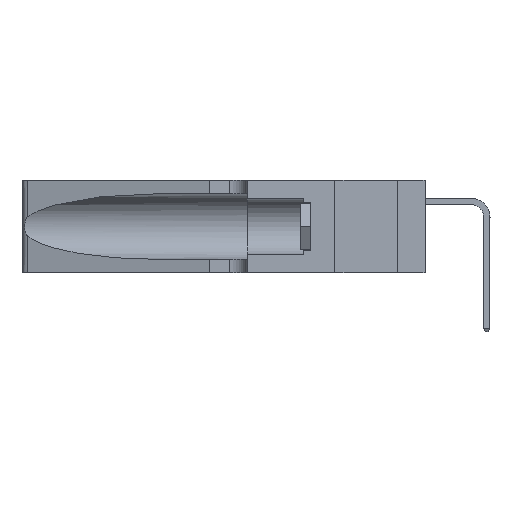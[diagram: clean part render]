
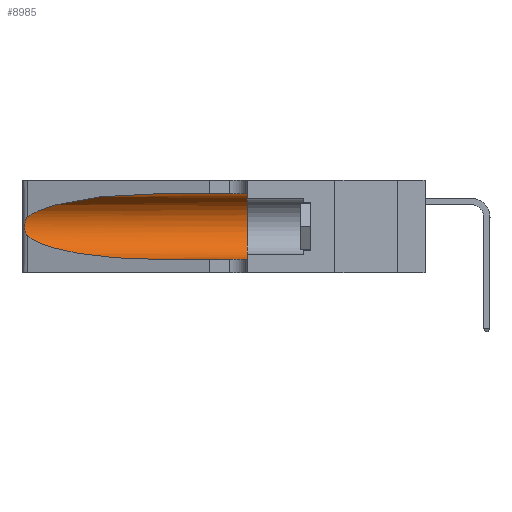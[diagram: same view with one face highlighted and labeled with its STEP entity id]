
A CAD part, left-side view. The second image highlights one B-rep face of the part: STEP entity #8985.
In plain terms, the highlighted cylindrical face has radius 3.308 mm (diameter 6.617 mm), a partial arc.
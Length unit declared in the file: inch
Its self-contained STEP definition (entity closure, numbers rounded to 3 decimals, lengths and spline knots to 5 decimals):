
#697 = CARTESIAN_POINT ( 'NONE',  ( 0.18966, 0.96281, 0.31525 ) ) ;
#1441 = CARTESIAN_POINT ( 'NONE',  ( 0.25639, 1.23184, 0.21858 ) ) ;
#1559 = CARTESIAN_POINT ( 'NONE',  ( 0.25856, 1.23593, 0.16098 ) ) ;
#1745 = EDGE_CURVE ( 'NONE', #7172, #23463, #14428, .T. ) ;
#2193 = EDGE_CURVE ( 'NONE', #16726, #7172, #32232, .T. ) ;
#3265 = CARTESIAN_POINT ( 'NONE',  ( 0.1305, 1.61858, 0.05475 ) ) ;
#4144 = CARTESIAN_POINT ( 'NONE',  ( 0.1305, 1.61858, 0.31525 ) ) ;
#4161 = CARTESIAN_POINT ( 'NONE',  ( 0.25555, 1.22994, 0.2215 ) ) ;
#4283 = CARTESIAN_POINT ( 'NONE',  ( 0.25639, 1.23186, 0.15144 ) ) ;
#4525 = CARTESIAN_POINT ( 'NONE',  ( 0.1305, 1.61858, 0.185 ) ) ;
#4752 = VERTEX_POINT ( 'NONE', #12884 ) ;
#6298 = EDGE_CURVE ( 'NONE', #4752, #32660, #7412, .T. ) ;
#6866 = DIRECTION ( 'NONE',  ( 0., -1., 0. ) ) ;
#7003 = CARTESIAN_POINT ( 'NONE',  ( 0.25487, 1.22718, 0.14631 ) ) ;
#7172 = VERTEX_POINT ( 'NONE', #22493 ) ;
#7412 = CIRCLE ( 'NONE', #14994, 0.13025 ) ;
#8132 = LINE ( 'NONE', #3265, #14547 ) ;
#8985 = ADVANCED_FACE ( 'NONE', ( #25738 ), #18461, .F. ) ;
#9396 = ORIENTED_EDGE ( 'NONE', *, *, #2193, .T. ) ;
#9626 = CARTESIAN_POINT ( 'NONE',  ( 0.25487, 1.22718, 0.22369 ) ) ;
#10196 = ORIENTED_EDGE ( 'NONE', *, *, #30921, .F. ) ;
#10335 = ORIENTED_EDGE ( 'NONE', *, *, #15040, .T. ) ;
#11620 = CARTESIAN_POINT ( 'NONE',  ( 0.25487, 1.22718, 0.22369 ) ) ;
#12176 = LINE ( 'NONE', #4144, #33033 ) ;
#12369 = CARTESIAN_POINT ( 'NONE',  ( 0.25854, 1.2359, 0.20912 ) ) ;
#12727 = DIRECTION ( 'NONE',  ( 0., -1., 0. ) ) ;
#12884 = CARTESIAN_POINT ( 'NONE',  ( 0.1305, 0.35, 0.31525 ) ) ;
#13366 = CARTESIAN_POINT ( 'NONE',  ( 0.1305, 0.35, 0.185 ) ) ;
#14428 = B_SPLINE_CURVE_WITH_KNOTS ( 'NONE', 3,
 ( #9626, #4161, #1441, #28693, #12369, #31412, #15108, #34171, #17858, #1559, #20615, #4283, #23334, #7003 ),
 .UNSPECIFIED., .F., .F.,
 ( 4, 2, 2, 2, 2, 2, 4 ),
 ( 0., 0.00027, 0.00053, 0.00107, 0.0016, 0.00187, 0.00214 ),
 .UNSPECIFIED. ) ;
#14547 = VECTOR ( 'NONE', #25076, 39.37008 ) ;
#14777 = CARTESIAN_POINT ( 'NONE',  ( 0.1305, 0.35, 0.05475 ) ) ;
#14994 = AXIS2_PLACEMENT_3D ( 'NONE', #13366, #32420, #16123 ) ;
#15040 = EDGE_CURVE ( 'NONE', #23463, #21511, #22982, .T. ) ;
#15108 = CARTESIAN_POINT ( 'NONE',  ( 0.26075, 1.23896, 0.19203 ) ) ;
#15483 = DIRECTION ( 'NONE',  ( 0., 0., -1. ) ) ;
#16123 = DIRECTION ( 'NONE',  ( 0., 0., 1. ) ) ;
#16726 = VERTEX_POINT ( 'NONE', #17388 ) ;
#17388 = CARTESIAN_POINT ( 'NONE',  ( 0.1305, 0.72297, 0.31525 ) ) ;
#17858 = CARTESIAN_POINT ( 'NONE',  ( 0.26017, 1.23833, 0.17102 ) ) ;
#18201 = CARTESIAN_POINT ( 'NONE',  ( 0.1305, 0.72297, 0.05475 ) ) ;
#18461 = CYLINDRICAL_SURFACE ( 'NONE', #29657, 0.13025 ) ;
#19321 = CARTESIAN_POINT ( 'NONE',  ( 0.25487, 1.22718, 0.14631 ) ) ;
#19721 = CARTESIAN_POINT ( 'NONE',  ( 0.1305, 0.72297, 0.31525 ) ) ;
#19863 = ORIENTED_EDGE ( 'NONE', *, *, #27253, .T. ) ;
#20615 = CARTESIAN_POINT ( 'NONE',  ( 0.25789, 1.23486, 0.15765 ) ) ;
#21511 = VERTEX_POINT ( 'NONE', #29521 ) ;
#22493 = CARTESIAN_POINT ( 'NONE',  ( 0.25487, 1.22718, 0.22369 ) ) ;
#22982 =( BOUNDED_CURVE ( )  B_SPLINE_CURVE ( 3, ( #31644, #23576, #34513, #18201 ),
 .UNSPECIFIED., .F., .T. ) 
 B_SPLINE_CURVE_WITH_KNOTS ( ( 4, 4 ),
 ( 3.44316, 4.71239 ),
 .UNSPECIFIED. ) 
 CURVE ( )  GEOMETRIC_REPRESENTATION_ITEM ( )  RATIONAL_B_SPLINE_CURVE ( ( 1., 0.87, 0.87, 1. ) ) 
 REPRESENTATION_ITEM ( '' )  );
#23334 = CARTESIAN_POINT ( 'NONE',  ( 0.25555, 1.22993, 0.14849 ) ) ;
#23463 = VERTEX_POINT ( 'NONE', #19321 ) ;
#23576 = CARTESIAN_POINT ( 'NONE',  ( 0.2373, 1.15595, 0.08982 ) ) ;
#24508 = ORIENTED_EDGE ( 'NONE', *, *, #1745, .T. ) ;
#25076 = DIRECTION ( 'NONE',  ( 0., -1., 0. ) ) ;
#25738 = FACE_OUTER_BOUND ( 'NONE', #34468, .T. ) ;
#27253 = EDGE_CURVE ( 'NONE', #21511, #32660, #8132, .T. ) ;
#27942 = CARTESIAN_POINT ( 'NONE',  ( 0.2373, 1.15595, 0.28018 ) ) ;
#28693 = CARTESIAN_POINT ( 'NONE',  ( 0.25787, 1.23484, 0.2124 ) ) ;
#29521 = CARTESIAN_POINT ( 'NONE',  ( 0.1305, 0.72297, 0.05475 ) ) ;
#29657 = AXIS2_PLACEMENT_3D ( 'NONE', #4525, #12727, #15483 ) ;
#30921 = EDGE_CURVE ( 'NONE', #16726, #4752, #12176, .T. ) ;
#31412 = CARTESIAN_POINT ( 'NONE',  ( 0.26018, 1.23835, 0.19895 ) ) ;
#31644 = CARTESIAN_POINT ( 'NONE',  ( 0.25487, 1.22718, 0.14631 ) ) ;
#32232 =( BOUNDED_CURVE ( )  B_SPLINE_CURVE ( 3, ( #19721, #697, #27942, #11620 ),
 .UNSPECIFIED., .F., .F. ) 
 B_SPLINE_CURVE_WITH_KNOTS ( ( 4, 4 ),
 ( 1.5708, 2.84003 ),
 .UNSPECIFIED. ) 
 CURVE ( )  GEOMETRIC_REPRESENTATION_ITEM ( )  RATIONAL_B_SPLINE_CURVE ( ( 1., 0.87, 0.87, 1. ) ) 
 REPRESENTATION_ITEM ( '' )  );
#32420 = DIRECTION ( 'NONE',  ( 0., 1., 0. ) ) ;
#32472 = ORIENTED_EDGE ( 'NONE', *, *, #6298, .F. ) ;
#32660 = VERTEX_POINT ( 'NONE', #14777 ) ;
#33033 = VECTOR ( 'NONE', #6866, 39.37008 ) ;
#34171 = CARTESIAN_POINT ( 'NONE',  ( 0.26075, 1.23896, 0.178 ) ) ;
#34468 = EDGE_LOOP ( 'NONE', ( #9396, #24508, #10335, #19863, #32472, #10196 ) ) ;
#34513 = CARTESIAN_POINT ( 'NONE',  ( 0.18966, 0.96281, 0.05475 ) ) ;
